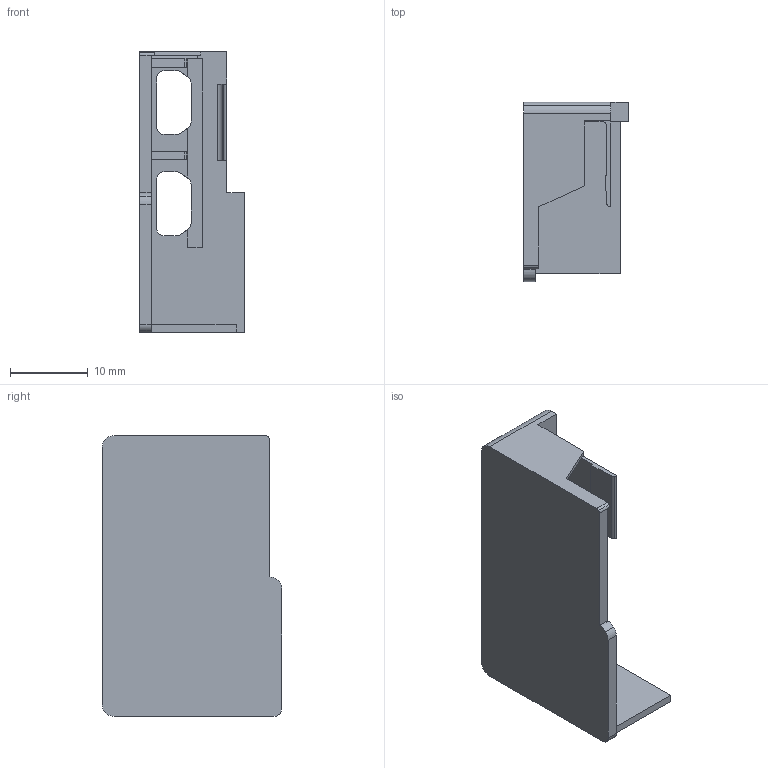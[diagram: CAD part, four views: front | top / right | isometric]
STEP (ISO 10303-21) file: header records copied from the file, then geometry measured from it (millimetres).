
FILE_DESCRIPTION(('STEP AP214'),'1');
FILE_NAME('Auren_probe-cover.stp','2024-05-15T18:56:45',(' '),(' '),'Spatial InterOp 3D',' ',' ');
FILE_SCHEMA(('AUTOMOTIVE_DESIGN { 1 0 10303 214 1 1 1 1 }'));
Length unit declared in the file: metre
Products named in the file (1): Cover
Bounding box: 13.45 x 23 x 36.04 mm (x, y, z)
Volume: 2316.9 mm3; surface area: 3381.1 mm2
Topology: 1 solids, 1 shells, 82 faces, 245 edges, 163 vertices
Faces by surface type: plane 52, cylinder 30
Entity records: 2794 total; most frequent: CARTESIAN_POINT 491, ORIENTED_EDGE 490, DIRECTION 471, EDGE_CURVE 245, LINE 185, VECTOR 185, VERTEX_POINT 163, AXIS2_PLACEMENT_3D 143
